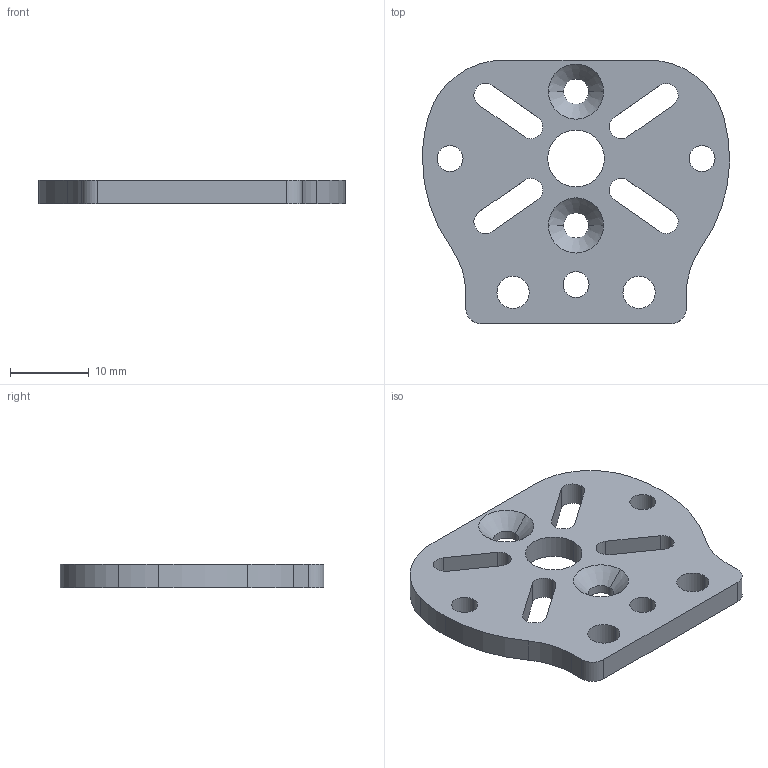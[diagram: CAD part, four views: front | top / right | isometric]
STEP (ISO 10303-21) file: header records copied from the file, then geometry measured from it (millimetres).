
FILE_DESCRIPTION (( 'STEP AP214' ), '1' );
FILE_NAME ('25mm Motor Bracket苤萇儂盓殤V1.0.step', '2016-10-28T07:03:12', ( 'dell' ), ( '' ), 'SwSTEP 2.0', 'SolidWorks 2013', '' );
FILE_SCHEMA (( 'AUTOMOTIVE_DESIGN' ));
Length unit declared in the file: millimetre
Products named in the file (1): 25mm Motor Bracket苤萇儂盓殤V1.0
Bounding box: 38.99 x 33.5 x 3 mm (x, y, z)
Volume: 2674.4 mm3; surface area: 2759.8 mm2
Topology: 1 solids, 1 shells, 55 faces, 155 edges, 102 vertices
Faces by surface type: cylinder 37, plane 14, cone 4
Entity records: 1963 total; most frequent: DIRECTION 345, CARTESIAN_POINT 313, ORIENTED_EDGE 310, EDGE_CURVE 155, AXIS2_PLACEMENT_3D 134, VERTEX_POINT 102, EDGE_LOOP 79, CIRCLE 78
